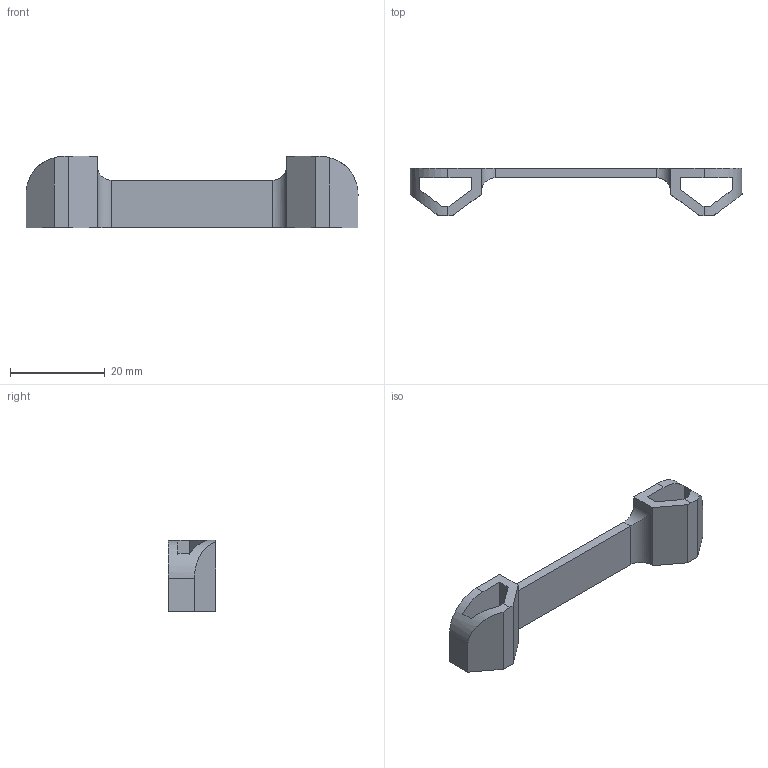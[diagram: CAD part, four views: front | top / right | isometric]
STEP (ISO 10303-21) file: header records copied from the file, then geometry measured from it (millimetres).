
FILE_DESCRIPTION (( 'STEP AP203' ), '1' );
FILE_NAME ('mounting foot TPE-1 (Default).STEP', '2021-11-19T22:23:25', ( '' ), ( '' ), 'SwSTEP 2.0', 'SolidWorks 2020', '' );
FILE_SCHEMA (( 'CONFIG_CONTROL_DESIGN' ));
Length unit declared in the file: millimetre
Products named in the file (1): mounting foot TPE-1 (Default)
Bounding box: 70 x 10 x 15 mm (x, y, z)
Volume: 2890.4 mm3; surface area: 3271.7 mm2
Topology: 1 solids, 1 shells, 38 faces, 112 edges, 74 vertices
Faces by surface type: plane 28, cylinder 10
Entity records: 1353 total; most frequent: CARTESIAN_POINT 243, ORIENTED_EDGE 224, DIRECTION 204, EDGE_CURVE 112, LINE 86, VECTOR 86, VERTEX_POINT 74, AXIS2_PLACEMENT_3D 59
